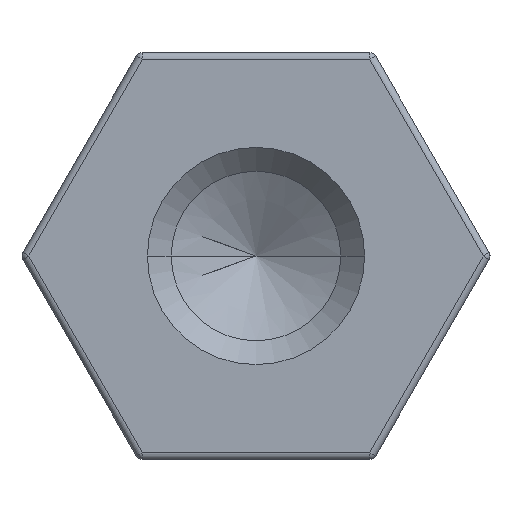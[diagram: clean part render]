
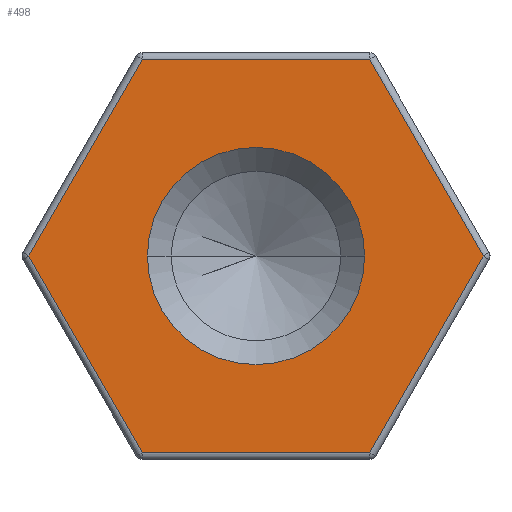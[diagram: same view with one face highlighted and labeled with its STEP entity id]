
A CAD part, left-side view. The second image highlights one B-rep face of the part: STEP entity #498.
In plain terms, the highlighted planar face has unit normal (-1, 0, 0).
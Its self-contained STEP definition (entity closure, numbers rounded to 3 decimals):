
#6 = DIRECTION ( 'NONE',  ( 0., 1., 0. ) ) ;
#10 = PLANE ( 'NONE',  #678 ) ;
#19 = AXIS2_PLACEMENT_3D ( 'NONE', #1015, #1012, #1057 ) ;
#87 = AXIS2_PLACEMENT_3D ( 'NONE', #718, #715, #1326 ) ;
#189 = CARTESIAN_POINT ( 'NONE',  ( 0., 3.349, 0. ) ) ;
#204 = EDGE_CURVE ( 'NONE', #1092, #972, #549, .T. ) ;
#209 = EDGE_CURVE ( 'NONE', #622, #1092, #553, .T. ) ;
#213 = EDGE_CURVE ( 'NONE', #972, #1083, #538, .T. ) ;
#215 = EDGE_CURVE ( 'NONE', #880, #622, #535, .T. ) ;
#219 = EDGE_CURVE ( 'NONE', #1108, #880, #545, .T. ) ;
#226 = EDGE_CURVE ( 'NONE', #1083, #1108, #517, .T. ) ;
#230 = EDGE_CURVE ( 'NONE', #944, #1048, #515, .T. ) ;
#362 = EDGE_CURVE ( 'NONE', #1048, #944, #1380, .T. ) ;
#498 = ADVANCED_FACE ( 'NONE', ( #667, #922 ), #10, .F. ) ;
#514 = VECTOR ( 'NONE', #1324, 1000. ) ;
#515 = CIRCLE ( 'NONE', #87, 1.6 ) ;
#516 = VECTOR ( 'NONE', #1382, 1000. ) ;
#517 = LINE ( 'NONE', #764, #514 ) ;
#531 = VECTOR ( 'NONE', #1339, 1000. ) ;
#533 = VECTOR ( 'NONE', #796, 1000. ) ;
#535 = LINE ( 'NONE', #1345, #531 ) ;
#536 = VECTOR ( 'NONE', #751, 1000. ) ;
#538 = LINE ( 'NONE', #800, #533 ) ;
#543 = VECTOR ( 'NONE', #720, 1000. ) ;
#545 = LINE ( 'NONE', #781, #516 ) ;
#549 = LINE ( 'NONE', #1383, #543 ) ;
#553 = LINE ( 'NONE', #713, #536 ) ;
#622 = VERTEX_POINT ( 'NONE', #189 ) ;
#667 = FACE_OUTER_BOUND ( 'NONE', #1018, .T. ) ;
#677 = CARTESIAN_POINT ( 'NONE',  ( 0., 1.6, 0. ) ) ;
#678 = AXIS2_PLACEMENT_3D ( 'NONE', #767, #936, #6 ) ;
#679 = CARTESIAN_POINT ( 'NONE',  ( 0., -1.6, 0. ) ) ;
#713 = CARTESIAN_POINT ( 'NONE',  ( 0., 2.511, -1.45 ) ) ;
#715 = DIRECTION ( 'NONE',  ( 1., 0., 0. ) ) ;
#718 = CARTESIAN_POINT ( 'NONE',  ( 0., 0., 0. ) ) ;
#720 = DIRECTION ( 'NONE',  ( 0., -1., 0. ) ) ;
#751 = DIRECTION ( 'NONE',  ( 0., -0.5, -0.866 ) ) ;
#764 = CARTESIAN_POINT ( 'NONE',  ( 0., -2.511, 1.45 ) ) ;
#767 = CARTESIAN_POINT ( 'NONE',  ( 0., 0., 0. ) ) ;
#781 = CARTESIAN_POINT ( 'NONE',  ( 0., 0., 2.9 ) ) ;
#796 = DIRECTION ( 'NONE',  ( 0., -0.5, 0.866 ) ) ;
#800 = CARTESIAN_POINT ( 'NONE',  ( 0., -2.511, -1.45 ) ) ;
#858 = ORIENTED_EDGE ( 'NONE', *, *, #226, .T. ) ;
#859 = ORIENTED_EDGE ( 'NONE', *, *, #219, .T. ) ;
#861 = ORIENTED_EDGE ( 'NONE', *, *, #215, .T. ) ;
#864 = ORIENTED_EDGE ( 'NONE', *, *, #209, .T. ) ;
#865 = ORIENTED_EDGE ( 'NONE', *, *, #204, .T. ) ;
#866 = ORIENTED_EDGE ( 'NONE', *, *, #213, .T. ) ;
#880 = VERTEX_POINT ( 'NONE', #981 ) ;
#922 = FACE_BOUND ( 'NONE', #928, .T. ) ;
#928 = EDGE_LOOP ( 'NONE', ( #1415, #951 ) ) ;
#936 = DIRECTION ( 'NONE',  ( 1., 0., 0. ) ) ;
#944 = VERTEX_POINT ( 'NONE', #677 ) ;
#951 = ORIENTED_EDGE ( 'NONE', *, *, #362, .T. ) ;
#972 = VERTEX_POINT ( 'NONE', #1354 ) ;
#981 = CARTESIAN_POINT ( 'NONE',  ( 0., 1.674, 2.9 ) ) ;
#1001 = CARTESIAN_POINT ( 'NONE',  ( 0., -3.349, 0. ) ) ;
#1012 = DIRECTION ( 'NONE',  ( 1., 0., 0. ) ) ;
#1015 = CARTESIAN_POINT ( 'NONE',  ( 0., 0., 0. ) ) ;
#1018 = EDGE_LOOP ( 'NONE', ( #858, #859, #861, #864, #865, #866 ) ) ;
#1048 = VERTEX_POINT ( 'NONE', #679 ) ;
#1057 = DIRECTION ( 'NONE',  ( 0., 1., 0. ) ) ;
#1083 = VERTEX_POINT ( 'NONE', #1001 ) ;
#1092 = VERTEX_POINT ( 'NONE', #1104 ) ;
#1104 = CARTESIAN_POINT ( 'NONE',  ( 0., 1.674, -2.9 ) ) ;
#1108 = VERTEX_POINT ( 'NONE', #1301 ) ;
#1301 = CARTESIAN_POINT ( 'NONE',  ( 0., -1.674, 2.9 ) ) ;
#1324 = DIRECTION ( 'NONE',  ( 0., 0.5, 0.866 ) ) ;
#1326 = DIRECTION ( 'NONE',  ( 0., 1., 0. ) ) ;
#1339 = DIRECTION ( 'NONE',  ( 0., 0.5, -0.866 ) ) ;
#1345 = CARTESIAN_POINT ( 'NONE',  ( 0., 2.511, 1.45 ) ) ;
#1354 = CARTESIAN_POINT ( 'NONE',  ( 0., -1.674, -2.9 ) ) ;
#1380 = CIRCLE ( 'NONE', #19, 1.6 ) ;
#1382 = DIRECTION ( 'NONE',  ( 0., 1., 0. ) ) ;
#1383 = CARTESIAN_POINT ( 'NONE',  ( 0., 0., -2.9 ) ) ;
#1415 = ORIENTED_EDGE ( 'NONE', *, *, #230, .T. ) ;
